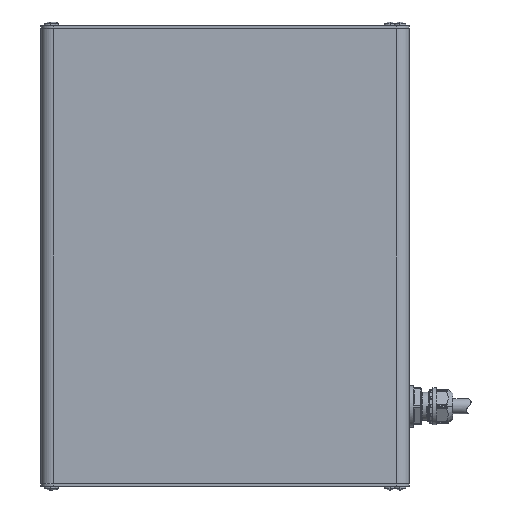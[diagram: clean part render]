
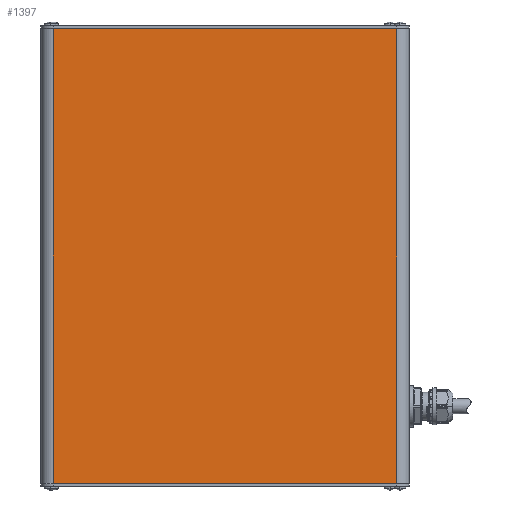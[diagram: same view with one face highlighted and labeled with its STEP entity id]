
A CAD part, front view. The second image highlights one B-rep face of the part: STEP entity #1397.
In plain terms, the highlighted planar face has unit normal (0, -1, 0).
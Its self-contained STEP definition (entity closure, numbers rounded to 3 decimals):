
#411 = DIRECTION ( 'NONE',  ( -1., 0., 0. ) ) ;
#560 = CARTESIAN_POINT ( 'NONE',  ( -112., 0., -148. ) ) ;
#1397 = ADVANCED_FACE ( 'NONE', ( #28134 ), #25622, .F. ) ;
#4841 = EDGE_CURVE ( 'NONE', #15911, #23899, #23751, .T. ) ;
#4936 = EDGE_CURVE ( 'NONE', #6979, #23899, #23131, .T. ) ;
#5584 = CARTESIAN_POINT ( 'NONE',  ( 120., 0., -148. ) ) ;
#5863 = VECTOR ( 'NONE', #28469, 1000. ) ;
#6979 = VERTEX_POINT ( 'NONE', #26321 ) ;
#7442 = ORIENTED_EDGE ( 'NONE', *, *, #32649, .F. ) ;
#8103 = LINE ( 'NONE', #18302, #5863 ) ;
#8930 = DIRECTION ( 'NONE',  ( 0., 0., -1. ) ) ;
#11066 = ORIENTED_EDGE ( 'NONE', *, *, #4841, .F. ) ;
#11070 = VERTEX_POINT ( 'NONE', #30983 ) ;
#11103 = CARTESIAN_POINT ( 'NONE',  ( 112., 0., 500. ) ) ;
#12967 = CARTESIAN_POINT ( 'NONE',  ( 98.2, 0., 500. ) ) ;
#13920 = CARTESIAN_POINT ( 'NONE',  ( 112., 0., -148. ) ) ;
#15522 = EDGE_CURVE ( 'NONE', #6979, #11070, #8103, .T. ) ;
#15911 = VERTEX_POINT ( 'NONE', #13920 ) ;
#16042 = EDGE_LOOP ( 'NONE', ( #25321, #11066, #7442, #27300 ) ) ;
#18302 = CARTESIAN_POINT ( 'NONE',  ( 120., 0., 148. ) ) ;
#20289 = CARTESIAN_POINT ( 'NONE',  ( -112., 0., 500. ) ) ;
#23129 = DIRECTION ( 'NONE',  ( 0., 1., 0. ) ) ;
#23131 = LINE ( 'NONE', #20289, #29783 ) ;
#23751 = LINE ( 'NONE', #5584, #27117 ) ;
#23899 = VERTEX_POINT ( 'NONE', #560 ) ;
#25137 = DIRECTION ( 'NONE',  ( 0., 0., -1. ) ) ;
#25321 = ORIENTED_EDGE ( 'NONE', *, *, #4936, .T. ) ;
#25622 = PLANE ( 'NONE',  #30709 ) ;
#25791 = DIRECTION ( 'NONE',  ( -1., 0., 0. ) ) ;
#26321 = CARTESIAN_POINT ( 'NONE',  ( -112., 0., 148. ) ) ;
#27117 = VECTOR ( 'NONE', #411, 1000. ) ;
#27300 = ORIENTED_EDGE ( 'NONE', *, *, #15522, .F. ) ;
#28134 = FACE_OUTER_BOUND ( 'NONE', #16042, .T. ) ;
#28469 = DIRECTION ( 'NONE',  ( 1., 0., 0. ) ) ;
#28617 = LINE ( 'NONE', #11103, #29789 ) ;
#29783 = VECTOR ( 'NONE', #25137, 1000. ) ;
#29789 = VECTOR ( 'NONE', #8930, 1000. ) ;
#30709 = AXIS2_PLACEMENT_3D ( 'NONE', #12967, #23129, #25791 ) ;
#30983 = CARTESIAN_POINT ( 'NONE',  ( 112., 0., 148. ) ) ;
#32649 = EDGE_CURVE ( 'NONE', #11070, #15911, #28617, .T. ) ;
